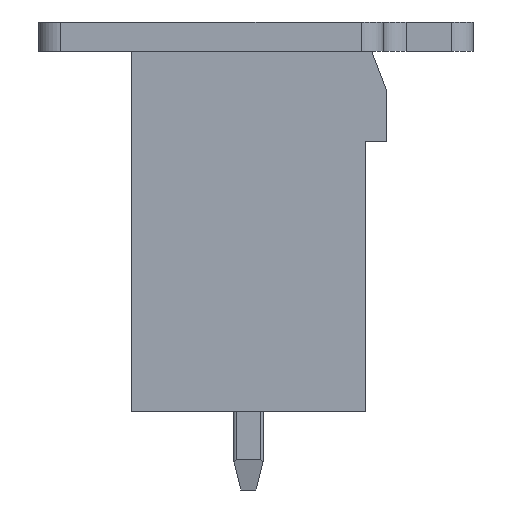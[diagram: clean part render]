
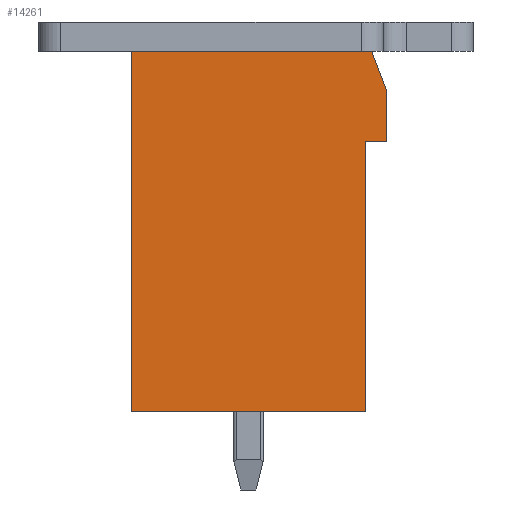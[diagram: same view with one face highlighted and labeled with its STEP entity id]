
A CAD part, left-side view. The second image highlights one B-rep face of the part: STEP entity #14261.
In plain terms, the highlighted planar face has unit normal (-1, 0, 0).
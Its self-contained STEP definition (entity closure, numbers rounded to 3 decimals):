
#4373=ORIENTED_EDGE('',*,*,#5413,.T.);
#4374=ORIENTED_EDGE('',*,*,#5460,.T.);
#4375=ORIENTED_EDGE('',*,*,#5498,.T.);
#4376=ORIENTED_EDGE('',*,*,#4669,.T.);
#4377=ORIENTED_EDGE('',*,*,#5518,.T.);
#4378=ORIENTED_EDGE('',*,*,#5515,.T.);
#4379=ORIENTED_EDGE('',*,*,#5514,.T.);
#4669=EDGE_CURVE('',#6676,#6675,#7967,.T.);
#5413=EDGE_CURVE('',#7298,#7300,#8617,.T.);
#5460=EDGE_CURVE('',#7300,#7324,#8652,.T.);
#5498=EDGE_CURVE('',#7324,#6676,#8690,.T.);
#5514=EDGE_CURVE('',#7350,#7298,#8706,.T.);
#5515=EDGE_CURVE('',#7351,#7350,#8707,.T.);
#5518=EDGE_CURVE('',#6675,#7351,#8710,.T.);
#6675=VERTEX_POINT('',#19189);
#6676=VERTEX_POINT('',#19191);
#7298=VERTEX_POINT('',#20736);
#7300=VERTEX_POINT('',#20740);
#7324=VERTEX_POINT('',#20817);
#7350=VERTEX_POINT('',#20886);
#7351=VERTEX_POINT('',#20903);
#7967=LINE('',#19190,#9581);
#8617=LINE('',#20741,#10231);
#8652=LINE('',#20818,#10266);
#8690=LINE('',#20881,#10304);
#8706=LINE('',#20900,#10320);
#8707=LINE('',#20902,#10321);
#8710=LINE('',#20908,#10324);
#9581=VECTOR('',#15432,1000.);
#10231=VECTOR('',#16458,1000.);
#10266=VECTOR('',#16529,1000.);
#10304=VECTOR('',#16569,1000.);
#10320=VECTOR('',#16587,1000.);
#10321=VECTOR('',#16590,1000.);
#10324=VECTOR('',#16595,1000.);
#12002=EDGE_LOOP('',(#4373,#4374,#4375,#4376,#4377,#4378,#4379));
#12872=FACE_BOUND('',#12002,.T.);
#13490=PLANE('',#15322);
#14261=ADVANCED_FACE('',(#12872),#13490,.T.);
#15322=AXIS2_PLACEMENT_3D('',#23338,#18871,#18872);
#15432=DIRECTION('',(0.,-1.,0.));
#16458=DIRECTION('',(0.,0.359,0.933));
#16529=DIRECTION('',(0.,1.,0.));
#16569=DIRECTION('',(0.,0.,-1.));
#16587=DIRECTION('',(0.,0.,1.));
#16590=DIRECTION('',(0.,-1.,0.));
#16595=DIRECTION('',(0.,0.,1.));
#18871=DIRECTION('',(-1.,0.,0.));
#18872=DIRECTION('',(0.,0.,1.));
#19189=CARTESIAN_POINT('',(-31.18,0.7,-6.));
#19190=CARTESIAN_POINT('',(-31.18,8.5,-6.));
#19191=CARTESIAN_POINT('',(-31.18,8.5,-6.));
#20736=CARTESIAN_POINT('',(-31.18,0.,4.7));
#20740=CARTESIAN_POINT('',(-31.18,0.5,6.));
#20741=CARTESIAN_POINT('',(-31.18,0.,4.7));
#20817=CARTESIAN_POINT('',(-31.18,8.5,6.));
#20818=CARTESIAN_POINT('',(-31.18,0.5,6.));
#20881=CARTESIAN_POINT('',(-31.18,8.5,6.));
#20886=CARTESIAN_POINT('',(-31.18,0.,3.));
#20900=CARTESIAN_POINT('',(-31.18,0.,3.));
#20902=CARTESIAN_POINT('',(-31.18,0.7,3.));
#20903=CARTESIAN_POINT('',(-31.18,0.7,3.));
#20908=CARTESIAN_POINT('',(-31.18,0.7,-6.));
#23338=CARTESIAN_POINT('',(-31.18,0.,0.));
